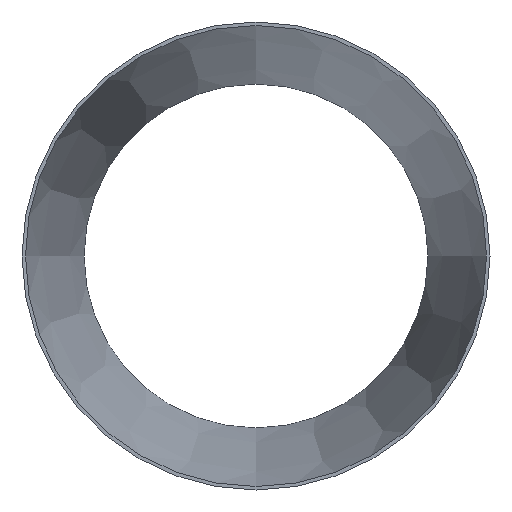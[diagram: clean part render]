
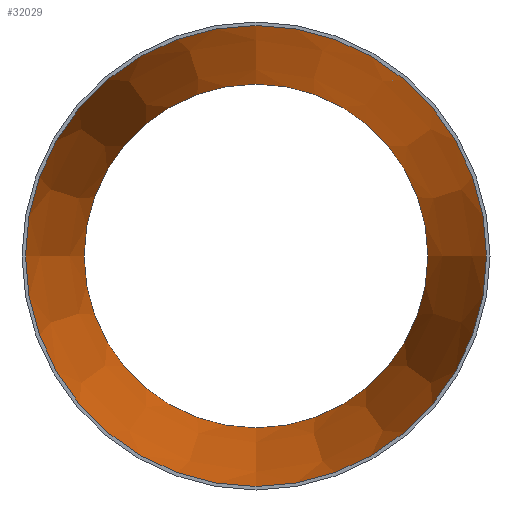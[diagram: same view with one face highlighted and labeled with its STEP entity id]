
A CAD part, front view. The second image highlights one B-rep face of the part: STEP entity #32029.
In plain terms, the highlighted conical face has half-angle 9.465 degrees and reference radius 400.317 mm.
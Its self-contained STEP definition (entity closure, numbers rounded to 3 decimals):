
#835 = DIRECTION ( 'NONE',  ( 0., -1., 0. ) ) ;
#8797 = EDGE_LOOP ( 'NONE', ( #52626 ) ) ;
#15434 = FACE_OUTER_BOUND ( 'NONE', #30787, .T. ) ;
#21476 = CIRCLE ( 'NONE', #44400, 298.617 ) ;
#21495 = DIRECTION ( 'NONE',  ( 0., 0., -1. ) ) ;
#24667 = EDGE_CURVE ( 'NONE', #48289, #48289, #38580, .T. ) ;
#24688 = CARTESIAN_POINT ( 'NONE',  ( 0., 0., 0. ) ) ;
#24732 = CARTESIAN_POINT ( 'NONE',  ( 0., 610., 0. ) ) ;
#30787 = EDGE_LOOP ( 'NONE', ( #52348 ) ) ;
#32029 = ADVANCED_FACE ( 'NONE', ( #47410, #15434 ), #43353, .F. ) ;
#33964 = DIRECTION ( 'NONE',  ( 0., 0., -1. ) ) ;
#34541 = VERTEX_POINT ( 'NONE', #52781 ) ;
#34795 = AXIS2_PLACEMENT_3D ( 'NONE', #52601, #48102, #21495 ) ;
#37483 = EDGE_CURVE ( 'NONE', #34541, #34541, #21476, .T. ) ;
#38580 = CIRCLE ( 'NONE', #34795, 400.317 ) ;
#39543 = AXIS2_PLACEMENT_3D ( 'NONE', #24688, #56691, #33964 ) ;
#43353 = CONICAL_SURFACE ( 'NONE', #39543, 400.317, 0.165 ) ;
#44400 = AXIS2_PLACEMENT_3D ( 'NONE', #24732, #835, #56142 ) ;
#47410 = FACE_BOUND ( 'NONE', #8797, .T. ) ;
#48102 = DIRECTION ( 'NONE',  ( 0., -1., 0. ) ) ;
#48289 = VERTEX_POINT ( 'NONE', #57259 ) ;
#52348 = ORIENTED_EDGE ( 'NONE', *, *, #24667, .T. ) ;
#52601 = CARTESIAN_POINT ( 'NONE',  ( 0., 0., 0. ) ) ;
#52626 = ORIENTED_EDGE ( 'NONE', *, *, #37483, .F. ) ;
#52781 = CARTESIAN_POINT ( 'NONE',  ( 0., 610., -298.617 ) ) ;
#56142 = DIRECTION ( 'NONE',  ( 0., 0., -1. ) ) ;
#56691 = DIRECTION ( 'NONE',  ( 0., -1., 0. ) ) ;
#57259 = CARTESIAN_POINT ( 'NONE',  ( 0., 0., -400.317 ) ) ;
